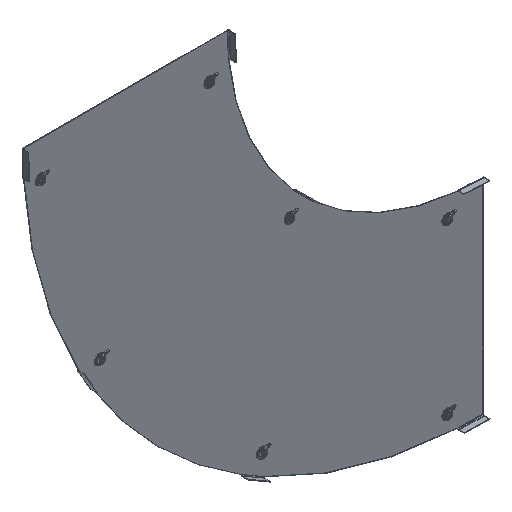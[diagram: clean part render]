
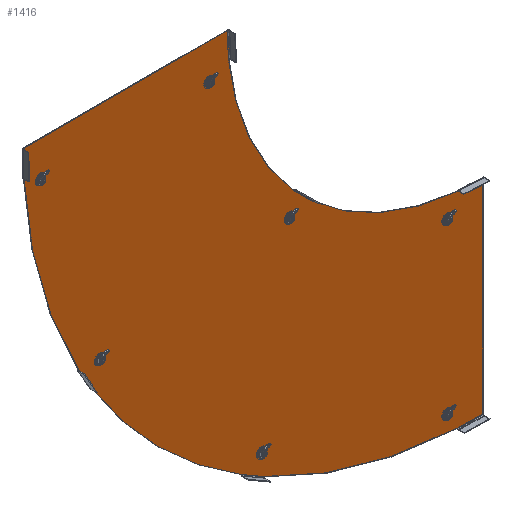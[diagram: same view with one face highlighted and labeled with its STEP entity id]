
A CAD part, isometric view. The second image highlights one B-rep face of the part: STEP entity #1416.
In plain terms, the highlighted planar face has unit normal (0, -1, 0).
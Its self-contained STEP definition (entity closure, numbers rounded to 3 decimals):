
#139=CARTESIAN_POINT('',(-749.112,0.,-432.5));
#140=DIRECTION('',(0.,1.,0.));
#141=DIRECTION('',(0.,0.,1.));
#142=AXIS2_PLACEMENT_3D('',#139,#140,#141);
#144=CARTESIAN_POINT('',(-749.112,0.,-432.5));
#145=DIRECTION('',(0.,1.,0.));
#146=DIRECTION('',(0.,0.,-1.));
#147=AXIS2_PLACEMENT_3D('',#144,#145,#146);
#149=CARTESIAN_POINT('',(-865.,0.,-70.));
#150=DIRECTION('',(0.,1.,0.));
#151=DIRECTION('',(0.,0.,1.));
#152=AXIS2_PLACEMENT_3D('',#149,#150,#151);
#154=CARTESIAN_POINT('',(-865.,0.,-70.));
#155=DIRECTION('',(0.,1.,0.));
#156=DIRECTION('',(0.,0.,-1.));
#157=AXIS2_PLACEMENT_3D('',#154,#155,#156);
#159=CARTESIAN_POINT('',(-535.,0.,-70.));
#160=DIRECTION('',(0.,1.,0.));
#161=DIRECTION('',(0.,0.,1.));
#162=AXIS2_PLACEMENT_3D('',#159,#160,#161);
#164=CARTESIAN_POINT('',(-535.,0.,-70.));
#165=DIRECTION('',(0.,1.,0.));
#166=DIRECTION('',(0.,0.,-1.));
#167=AXIS2_PLACEMENT_3D('',#164,#165,#166);
#169=CARTESIAN_POINT('',(-70.,0.,-535.));
#170=DIRECTION('',(0.,-1.,0.));
#171=DIRECTION('',(1.,0.,0.));
#172=AXIS2_PLACEMENT_3D('',#169,#170,#171);
#174=CARTESIAN_POINT('',(-70.,0.,-535.));
#175=DIRECTION('',(0.,-1.,0.));
#176=DIRECTION('',(-1.,0.,0.));
#177=AXIS2_PLACEMENT_3D('',#174,#175,#176);
#179=CARTESIAN_POINT('',(-70.,0.,-865.));
#180=DIRECTION('',(0.,-1.,0.));
#181=DIRECTION('',(1.,0.,0.));
#182=AXIS2_PLACEMENT_3D('',#179,#180,#181);
#184=CARTESIAN_POINT('',(-70.,0.,-865.));
#185=DIRECTION('',(0.,-1.,0.));
#186=DIRECTION('',(-1.,0.,0.));
#187=AXIS2_PLACEMENT_3D('',#184,#185,#186);
#189=CARTESIAN_POINT('',(-432.5,0.,-749.112));
#190=DIRECTION('',(0.,-1.,0.));
#191=DIRECTION('',(1.,0.,0.));
#192=AXIS2_PLACEMENT_3D('',#189,#190,#191);
#194=CARTESIAN_POINT('',(-432.5,0.,-749.112));
#195=DIRECTION('',(0.,-1.,0.));
#196=DIRECTION('',(-1.,0.,0.));
#197=AXIS2_PLACEMENT_3D('',#194,#195,#196);
#199=DIRECTION('',(-0.5,0.,0.866));
#200=VECTOR('',#199,50.);
#201=CARTESIAN_POINT('',(-766.622,0.,-471.477));
#202=LINE('',#201,#200);
#203=CARTESIAN_POINT('',(0.,0.,0.));
#204=DIRECTION('',(0.,-1.,0.));
#205=DIRECTION('',(-0.998,0.,-0.056));
#206=AXIS2_PLACEMENT_3D('',#203,#204,#205);
#208=DIRECTION('',(-0.028,0.,1.));
#209=VECTOR('',#208,50.019);
#210=CARTESIAN_POINT('',(-898.61,0.,-50.));
#211=LINE('',#210,#209);
#212=DIRECTION('',(-1.,0.,0.));
#213=VECTOR('',#212,399.995);
#214=CARTESIAN_POINT('',(-500.,0.,0.));
#215=LINE('',#214,#213);
#216=DIRECTION('',(-0.05,0.,0.999));
#217=VECTOR('',#216,50.063);
#218=CARTESIAN_POINT('',(-497.494,0.,-50.));
#219=LINE('',#218,#217);
#220=CARTESIAN_POINT('',(0.,0.,0.));
#221=DIRECTION('',(0.,1.,0.));
#222=DIRECTION('',(-0.742,0.,-0.671));
#223=AXIS2_PLACEMENT_3D('',#220,#221,#222);
#225=DIRECTION('',(0.707,0.,-0.707));
#226=VECTOR('',#225,25.);
#227=CARTESIAN_POINT('',(-370.789,0.,-335.434));
#228=LINE('',#227,#226);
#229=DIRECTION('',(-0.707,0.,0.707));
#230=VECTOR('',#229,25.);
#231=CARTESIAN_POINT('',(-335.434,0.,-370.789));
#232=LINE('',#231,#230);
#233=CARTESIAN_POINT('',(0.,0.,0.));
#234=DIRECTION('',(0.,-1.,0.));
#235=DIRECTION('',(-0.671,0.,-0.742));
#236=AXIS2_PLACEMENT_3D('',#233,#234,#235);
#238=DIRECTION('',(0.999,0.,-0.05));
#239=VECTOR('',#238,50.063);
#240=CARTESIAN_POINT('',(-50.,0.,-497.494));
#241=LINE('',#240,#239);
#242=DIRECTION('',(0.,0.,-1.));
#243=VECTOR('',#242,399.995);
#244=CARTESIAN_POINT('',(0.,0.,-500.));
#245=LINE('',#244,#243);
#246=DIRECTION('',(1.,0.,-0.028));
#247=VECTOR('',#246,50.019);
#248=CARTESIAN_POINT('',(-50.,0.,-898.61));
#249=LINE('',#248,#247);
#250=CARTESIAN_POINT('',(0.,0.,0.));
#251=DIRECTION('',(0.,1.,0.));
#252=DIRECTION('',(-0.056,0.,-0.998));
#253=AXIS2_PLACEMENT_3D('',#250,#251,#252);
#255=DIRECTION('',(0.866,0.,-0.5));
#256=VECTOR('',#255,50.);
#257=CARTESIAN_POINT('',(-471.477,0.,-766.622));
#258=LINE('',#257,#256);
#259=CARTESIAN_POINT('',(-378.302,0.,-378.302));
#260=DIRECTION('',(0.,-1.,0.));
#261=DIRECTION('',(1.,0.,0.));
#262=AXIS2_PLACEMENT_3D('',#259,#260,#261);
#264=CARTESIAN_POINT('',(-378.302,0.,-378.302));
#265=DIRECTION('',(0.,-1.,0.));
#266=DIRECTION('',(-1.,0.,0.));
#267=AXIS2_PLACEMENT_3D('',#264,#265,#266);
#318=CARTESIAN_POINT('',(0.,0.,0.));
#319=DIRECTION('',(0.,-1.,0.));
#320=DIRECTION('',(-0.852,0.,-0.524));
#321=AXIS2_PLACEMENT_3D('',#318,#319,#320);
#1027=CARTESIAN_POINT('',(-471.477,0.,-766.622));
#1028=VERTEX_POINT('',#1027);
#1029=CARTESIAN_POINT('',(-428.176,0.,-791.622));
#1030=VERTEX_POINT('',#1029);
#1037=CARTESIAN_POINT('',(-50.,0.,-898.61));
#1038=VERTEX_POINT('',#1037);
#1047=CARTESIAN_POINT('',(0.,0.,
-899.995));
#1048=VERTEX_POINT('',#1047);
#1064=CARTESIAN_POINT('',(0.,0.,-500.));
#1065=VERTEX_POINT('',#1064);
#1074=CARTESIAN_POINT('',(-50.,0.,-497.494));
#1075=VERTEX_POINT('',#1074);
#1079=CARTESIAN_POINT('',(-335.434,0.,-370.789));
#1080=VERTEX_POINT('',#1079);
#1089=CARTESIAN_POINT('',(-61.75,0.,-535.));
#1090=CARTESIAN_POINT('',(-78.25,0.,-535.));
#1091=VERTEX_POINT('',#1089);
#1092=VERTEX_POINT('',#1090);
#1094=CARTESIAN_POINT('',(-61.75,0.,-865.));
#1096=VERTEX_POINT('',#1094);
#1098=CARTESIAN_POINT('',(-78.25,0.,-865.));
#1100=VERTEX_POINT('',#1098);
#1105=CARTESIAN_POINT('',(-424.25,0.,-749.112));
#1106=CARTESIAN_POINT('',(-440.75,0.,-749.112));
#1107=VERTEX_POINT('',#1105);
#1108=VERTEX_POINT('',#1106);
#1145=CARTESIAN_POINT('',(-766.622,0.,-471.477));
#1146=VERTEX_POINT('',#1145);
#1147=CARTESIAN_POINT('',(-791.622,0.,-428.176));
#1148=VERTEX_POINT('',#1147);
#1155=CARTESIAN_POINT('',(-898.61,0.,-50.));
#1156=VERTEX_POINT('',#1155);
#1165=CARTESIAN_POINT('',(-899.995,0.,
0.));
#1166=VERTEX_POINT('',#1165);
#1170=CARTESIAN_POINT('',(-500.,0.,0.));
#1171=VERTEX_POINT('',#1170);
#1180=CARTESIAN_POINT('',(-497.494,0.,-50.));
#1181=VERTEX_POINT('',#1180);
#1185=CARTESIAN_POINT('',(-370.789,0.,-335.434));
#1186=VERTEX_POINT('',#1185);
#1195=CARTESIAN_POINT('',(-535.,0.,-61.75));
#1196=CARTESIAN_POINT('',(-535.,0.,-78.25));
#1197=VERTEX_POINT('',#1195);
#1198=VERTEX_POINT('',#1196);
#1200=CARTESIAN_POINT('',(-865.,0.,-61.75));
#1202=VERTEX_POINT('',#1200);
#1204=CARTESIAN_POINT('',(-865.,0.,-78.25));
#1206=VERTEX_POINT('',#1204);
#1211=CARTESIAN_POINT('',(-749.112,0.,-424.25));
#1212=CARTESIAN_POINT('',(-749.112,0.,-440.75));
#1213=VERTEX_POINT('',#1211);
#1214=VERTEX_POINT('',#1212);
#1217=CARTESIAN_POINT('',(-353.111,0.,-353.111));
#1218=VERTEX_POINT('',#1217);
#1227=CARTESIAN_POINT('',(-370.052,0.,-378.302));
#1228=CARTESIAN_POINT('',(-386.552,0.,-378.302));
#1229=VERTEX_POINT('',#1227);
#1230=VERTEX_POINT('',#1228);
#1339=CARTESIAN_POINT('',(0.,0.,0.));
#1340=DIRECTION('',(0.,1.,0.));
#1341=DIRECTION('',(1.,0.,0.));
#1342=AXIS2_PLACEMENT_3D('',#1339,#1340,#1341);
#1343=PLANE('',#1342);
#1345=ORIENTED_EDGE('',*,*,#1344,.F.);
#1347=ORIENTED_EDGE('',*,*,#1346,.T.);
#1349=ORIENTED_EDGE('',*,*,#1348,.F.);
#1351=ORIENTED_EDGE('',*,*,#1350,.T.);
#1353=ORIENTED_EDGE('',*,*,#1352,.F.);
#1355=ORIENTED_EDGE('',*,*,#1354,.F.);
#1357=ORIENTED_EDGE('',*,*,#1356,.F.);
#1359=ORIENTED_EDGE('',*,*,#1358,.T.);
#1361=ORIENTED_EDGE('',*,*,#1360,.F.);
#1363=ORIENTED_EDGE('',*,*,#1362,.T.);
#1365=ORIENTED_EDGE('',*,*,#1364,.T.);
#1367=ORIENTED_EDGE('',*,*,#1366,.T.);
#1369=ORIENTED_EDGE('',*,*,#1368,.F.);
#1371=ORIENTED_EDGE('',*,*,#1370,.T.);
#1373=ORIENTED_EDGE('',*,*,#1372,.F.);
#1374=EDGE_LOOP('',(#1345,#1347,#1349,#1351,#1353,#1355,#1357,#1359,#1361,#1363,
#1365,#1367,#1369,#1371,#1373));
#1375=FACE_OUTER_BOUND('',#1374,.F.);
#1377=ORIENTED_EDGE('',*,*,#1376,.F.);
#1379=ORIENTED_EDGE('',*,*,#1378,.F.);
#1380=EDGE_LOOP('',(#1377,#1379));
#1381=FACE_BOUND('',#1380,.F.);
#1383=ORIENTED_EDGE('',*,*,#1382,.F.);
#1385=ORIENTED_EDGE('',*,*,#1384,.F.);
#1386=EDGE_LOOP('',(#1383,#1385));
#1387=FACE_BOUND('',#1386,.F.);
#1389=ORIENTED_EDGE('',*,*,#1388,.T.);
#1391=ORIENTED_EDGE('',*,*,#1390,.T.);
#1392=EDGE_LOOP('',(#1389,#1391));
#1393=FACE_BOUND('',#1392,.F.);
#1395=ORIENTED_EDGE('',*,*,#1394,.T.);
#1397=ORIENTED_EDGE('',*,*,#1396,.T.);
#1398=EDGE_LOOP('',(#1395,#1397));
#1399=FACE_BOUND('',#1398,.F.);
#1401=ORIENTED_EDGE('',*,*,#1400,.T.);
#1403=ORIENTED_EDGE('',*,*,#1402,.T.);
#1404=EDGE_LOOP('',(#1401,#1403));
#1405=FACE_BOUND('',#1404,.F.);
#1406=ORIENTED_EDGE('',*,*,#1319,.F.);
#1407=ORIENTED_EDGE('',*,*,#1333,.F.);
#1408=EDGE_LOOP('',(#1406,#1407));
#1409=FACE_BOUND('',#1408,.F.);
#1411=ORIENTED_EDGE('',*,*,#1410,.T.);
#1413=ORIENTED_EDGE('',*,*,#1412,.T.);
#1414=EDGE_LOOP('',(#1411,#1413));
#1415=FACE_BOUND('',#1414,.F.);
#1416=ADVANCED_FACE('',(#1375,#1381,#1387,#1393,#1399,#1405,#1409,#1415),#1343,
.F.);
#143=CIRCLE('',#142,8.25);
#148=CIRCLE('',#147,8.25);
#153=CIRCLE('',#152,8.25);
#158=CIRCLE('',#157,8.25);
#163=CIRCLE('',#162,8.25);
#168=CIRCLE('',#167,8.25);
#173=CIRCLE('',#172,8.25);
#178=CIRCLE('',#177,8.25);
#183=CIRCLE('',#182,8.25);
#188=CIRCLE('',#187,8.25);
#193=CIRCLE('',#192,8.25);
#198=CIRCLE('',#197,8.25);
#207=CIRCLE('',#206,900.);
#224=CIRCLE('',#223,500.);
#237=CIRCLE('',#236,500.);
#254=CIRCLE('',#253,900.);
#263=CIRCLE('',#262,8.25);
#268=CIRCLE('',#267,8.25);
#322=CIRCLE('',#321,900.);
#1319=EDGE_CURVE('',#1213,#1214,#143,.T.);
#1333=EDGE_CURVE('',#1214,#1213,#148,.T.);
#1344=EDGE_CURVE('',#1146,#1028,#322,.T.);
#1346=EDGE_CURVE('',#1146,#1148,#202,.T.);
#1348=EDGE_CURVE('',#1156,#1148,#207,.T.);
#1350=EDGE_CURVE('',#1156,#1166,#211,.T.);
#1352=EDGE_CURVE('',#1171,#1166,#215,.T.);
#1354=EDGE_CURVE('',#1181,#1171,#219,.T.);
#1356=EDGE_CURVE('',#1186,#1181,#224,.T.);
#1358=EDGE_CURVE('',#1186,#1218,#228,.T.);
#1360=EDGE_CURVE('',#1080,#1218,#232,.T.);
#1362=EDGE_CURVE('',#1080,#1075,#237,.T.);
#1364=EDGE_CURVE('',#1075,#1065,#241,.T.);
#1366=EDGE_CURVE('',#1065,#1048,#245,.T.);
#1368=EDGE_CURVE('',#1038,#1048,#249,.T.);
#1370=EDGE_CURVE('',#1038,#1030,#254,.T.);
#1372=EDGE_CURVE('',#1028,#1030,#258,.T.);
#1376=EDGE_CURVE('',#1202,#1206,#153,.T.);
#1378=EDGE_CURVE('',#1206,#1202,#158,.T.);
#1382=EDGE_CURVE('',#1197,#1198,#163,.T.);
#1384=EDGE_CURVE('',#1198,#1197,#168,.T.);
#1388=EDGE_CURVE('',#1091,#1092,#173,.T.);
#1390=EDGE_CURVE('',#1092,#1091,#178,.T.);
#1394=EDGE_CURVE('',#1096,#1100,#183,.T.);
#1396=EDGE_CURVE('',#1100,#1096,#188,.T.);
#1400=EDGE_CURVE('',#1107,#1108,#193,.T.);
#1402=EDGE_CURVE('',#1108,#1107,#198,.T.);
#1410=EDGE_CURVE('',#1229,#1230,#263,.T.);
#1412=EDGE_CURVE('',#1230,#1229,#268,.T.);
